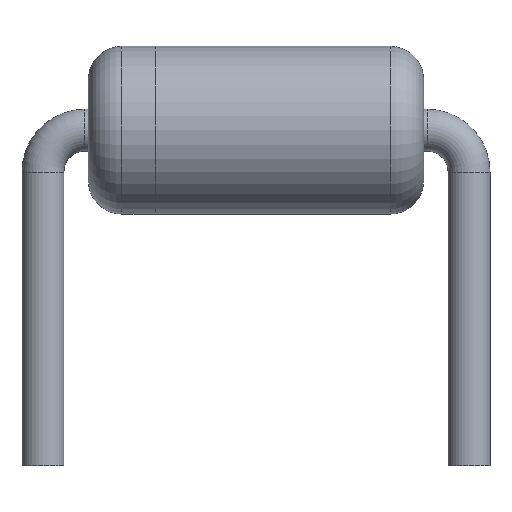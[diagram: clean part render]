
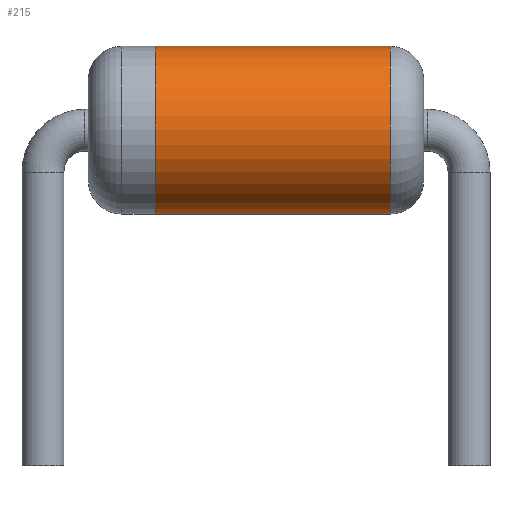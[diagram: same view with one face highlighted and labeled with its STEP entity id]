
A CAD part, front view. The second image highlights one B-rep face of the part: STEP entity #215.
In plain terms, the highlighted cylindrical face has radius 1 mm (diameter 2 mm), a full revolution.
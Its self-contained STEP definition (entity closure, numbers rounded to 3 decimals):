
#26=LINE('',#409,#31);
#31=VECTOR('',#346,1.);
#36=CYLINDRICAL_SURFACE('',#267,1.);
#50=FACE_OUTER_BOUND('',#65,.T.);
#65=EDGE_LOOP('',(#183,#184,#185,#186));
#85=CIRCLE('',#263,1.);
#88=CIRCLE('',#268,1.);
#104=VERTEX_POINT('',#401);
#106=VERTEX_POINT('',#408);
#129=EDGE_CURVE('',#104,#104,#85,.T.);
#132=EDGE_CURVE('',#104,#106,#26,.T.);
#133=EDGE_CURVE('',#106,#106,#88,.T.);
#183=ORIENTED_EDGE('',*,*,#129,.F.);
#184=ORIENTED_EDGE('',*,*,#132,.T.);
#185=ORIENTED_EDGE('',*,*,#133,.T.);
#186=ORIENTED_EDGE('',*,*,#132,.F.);
#215=ADVANCED_FACE('',(#50),#36,.T.);
#263=AXIS2_PLACEMENT_3D('',#402,#336,#337);
#267=AXIS2_PLACEMENT_3D('',#407,#344,#345);
#268=AXIS2_PLACEMENT_3D('',#410,#347,#348);
#336=DIRECTION('center_axis',(1.,0.,0.));
#337=DIRECTION('ref_axis',(0.,0.,1.));
#344=DIRECTION('center_axis',(1.,0.,0.));
#345=DIRECTION('ref_axis',(0.,0.,1.));
#346=DIRECTION('',(-1.,0.,0.));
#347=DIRECTION('center_axis',(1.,0.,0.));
#348=DIRECTION('ref_axis',(0.,0.,1.));
#401=CARTESIAN_POINT('',(4.14,0.,0.5));
#402=CARTESIAN_POINT('Origin',(4.14,0.,1.5));
#407=CARTESIAN_POINT('Origin',(-0.9,0.,1.5));
#408=CARTESIAN_POINT('',(1.34,0.,0.5));
#409=CARTESIAN_POINT('',(-0.9,0.,0.5));
#410=CARTESIAN_POINT('Origin',(1.34,0.,1.5));
